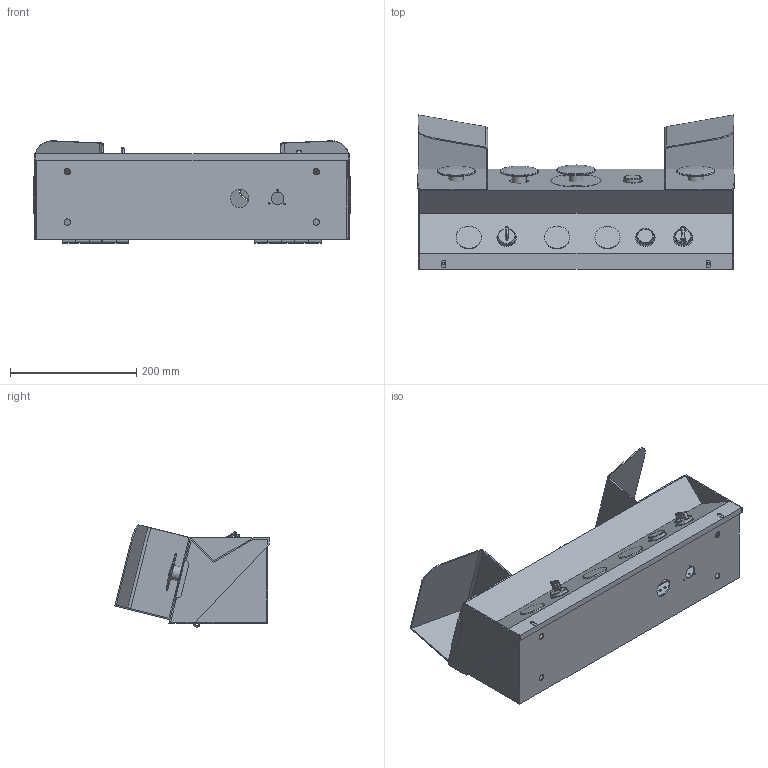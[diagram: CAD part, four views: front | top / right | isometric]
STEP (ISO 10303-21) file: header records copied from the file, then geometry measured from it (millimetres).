
FILE_DESCRIPTION (( 'STEP AP203' ), '1' );
FILE_NAME ('01A061186RP-操作台(標準).STEP', '2023-10-02T06:54:07', ( '' ), ( '' ), 'SwSTEP 2.0', 'SolidWorks 2018', '' );
FILE_SCHEMA (( 'CONFIG_CONTROL_DESIGN' ));
Length unit declared in the file: millimetre
Products named in the file (1): 01A061186RP-操作台(標準)
Bounding box: 504 x 244.85 x 162.34 mm (x, y, z)
Volume: 1027254.5 mm3; surface area: 1014184.6 mm2
Topology: 35 solids, 35 shells, 655 faces, 1649 edges, 1065 vertices
Faces by surface type: plane 385, cylinder 154, bspline 58, torus 26, cone 16, sphere 16
Full cylindrical faces by diameter (mm): 2.5 x3, 3.3 x11, 4.25 x4, 5.2 x16, 7 x1, 10 x4, 20 x1, 22 x4, 23 x2, 24 x3, 26 x1, 28 x4, 29 x1, 30.8 x14, 40 x3, 60.5 x4, 80 x1
Entity records: 21712 total; most frequent: CARTESIAN_POINT 6545, ORIENTED_EDGE 2994, DIRECTION 2925, EDGE_CURVE 1497, VERTEX_POINT 1034, LINE 1025, VECTOR 1025, AXIS2_PLACEMENT_3D 950
